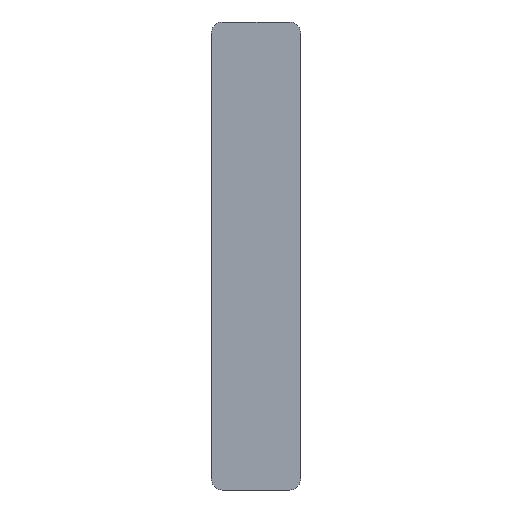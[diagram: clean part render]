
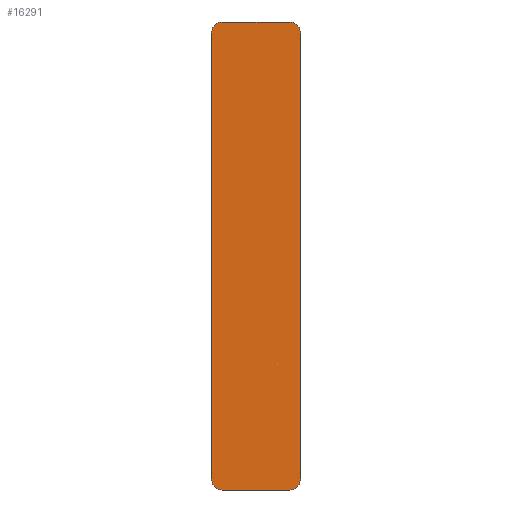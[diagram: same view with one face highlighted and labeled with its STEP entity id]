
A CAD part, front view. The second image highlights one B-rep face of the part: STEP entity #16291.
In plain terms, the highlighted planar face has unit normal (0, -1, 0).
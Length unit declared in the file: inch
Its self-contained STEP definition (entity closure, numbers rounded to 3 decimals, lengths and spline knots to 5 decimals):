
#217 = DIRECTION ( 'NONE',  ( 0., 0., 1. ) ) ;
#491 = VERTEX_POINT ( 'NONE', #3692 ) ;
#506 = CARTESIAN_POINT ( 'NONE',  ( -0.375, -0.0625, 2.625 ) ) ;
#1010 = DIRECTION ( 'NONE',  ( 0., 0., 1. ) ) ;
#1277 = DIRECTION ( 'NONE',  ( 0., 0., -1. ) ) ;
#1565 = ORIENTED_EDGE ( 'NONE', *, *, #13603, .F. ) ;
#1787 = CIRCLE ( 'NONE', #12207, 0.125 ) ;
#2066 = EDGE_CURVE ( 'NONE', #5987, #8756, #12970, .T. ) ;
#2430 = DIRECTION ( 'NONE',  ( 0., 0., 1. ) ) ;
#2694 = ORIENTED_EDGE ( 'NONE', *, *, #16393, .F. ) ;
#3117 = CARTESIAN_POINT ( 'NONE',  ( 0.5, -0.0625, -2.625 ) ) ;
#3310 = DIRECTION ( 'NONE',  ( 1., 0., 0. ) ) ;
#3554 = ORIENTED_EDGE ( 'NONE', *, *, #17693, .T. ) ;
#3692 = CARTESIAN_POINT ( 'NONE',  ( -0.375, -0.0625, -2.625 ) ) ;
#3882 = ORIENTED_EDGE ( 'NONE', *, *, #6767, .F. ) ;
#4015 = CIRCLE ( 'NONE', #7389, 0.125 ) ;
#4286 = CARTESIAN_POINT ( 'NONE',  ( 0.5, -0.0625, 2.5 ) ) ;
#4511 = DIRECTION ( 'NONE',  ( 1., 0., 0. ) ) ;
#4667 = CARTESIAN_POINT ( 'NONE',  ( 0.5, -0.0625, 2.625 ) ) ;
#4725 = CARTESIAN_POINT ( 'NONE',  ( 0.5, -0.0625, -2.5 ) ) ;
#5669 = CARTESIAN_POINT ( 'NONE',  ( 0.5, -0.0625, 2.625 ) ) ;
#5889 = DIRECTION ( 'NONE',  ( 0., 1., 0. ) ) ;
#5936 = VERTEX_POINT ( 'NONE', #8499 ) ;
#5987 = VERTEX_POINT ( 'NONE', #506 ) ;
#6009 = LINE ( 'NONE', #4667, #8330 ) ;
#6767 = EDGE_CURVE ( 'NONE', #8756, #8156, #4015, .T. ) ;
#6841 = FACE_OUTER_BOUND ( 'NONE', #15549, .T. ) ;
#7014 = CIRCLE ( 'NONE', #8246, 0.125 ) ;
#7389 = AXIS2_PLACEMENT_3D ( 'NONE', #16554, #14930, #9079 ) ;
#7442 = EDGE_CURVE ( 'NONE', #8156, #17192, #6009, .T. ) ;
#8005 = DIRECTION ( 'NONE',  ( 0., 1., 0. ) ) ;
#8107 = PLANE ( 'NONE',  #14046 ) ;
#8156 = VERTEX_POINT ( 'NONE', #4286 ) ;
#8246 = AXIS2_PLACEMENT_3D ( 'NONE', #11931, #5889, #217 ) ;
#8330 = VECTOR ( 'NONE', #10337, 39.37008 ) ;
#8499 = CARTESIAN_POINT ( 'NONE',  ( -0.5, -0.0625, 2.5 ) ) ;
#8640 = AXIS2_PLACEMENT_3D ( 'NONE', #16961, #11478, #1010 ) ;
#8683 = LINE ( 'NONE', #14162, #8841 ) ;
#8730 = VERTEX_POINT ( 'NONE', #17594 ) ;
#8756 = VERTEX_POINT ( 'NONE', #13363 ) ;
#8841 = VECTOR ( 'NONE', #1277, 39.37008 ) ;
#9079 = DIRECTION ( 'NONE',  ( 0., 0., 1. ) ) ;
#9446 = CARTESIAN_POINT ( 'NONE',  ( 0.5, -0.0625, 2.625 ) ) ;
#10337 = DIRECTION ( 'NONE',  ( 0., 0., -1. ) ) ;
#10423 = VECTOR ( 'NONE', #4511, 39.37008 ) ;
#10469 = VERTEX_POINT ( 'NONE', #11175 ) ;
#11175 = CARTESIAN_POINT ( 'NONE',  ( -0.5, -0.0625, -2.5 ) ) ;
#11478 = DIRECTION ( 'NONE',  ( 0., 1., 0. ) ) ;
#11931 = CARTESIAN_POINT ( 'NONE',  ( -0.375, -0.0625, -2.5 ) ) ;
#12207 = AXIS2_PLACEMENT_3D ( 'NONE', #16622, #13653, #14716 ) ;
#12878 = ORIENTED_EDGE ( 'NONE', *, *, #16237, .T. ) ;
#12970 = LINE ( 'NONE', #5669, #10423 ) ;
#13363 = CARTESIAN_POINT ( 'NONE',  ( 0.375, -0.0625, 2.625 ) ) ;
#13603 = EDGE_CURVE ( 'NONE', #5936, #5987, #15684, .T. ) ;
#13643 = ORIENTED_EDGE ( 'NONE', *, *, #7442, .F. ) ;
#13653 = DIRECTION ( 'NONE',  ( 0., 1., 0. ) ) ;
#13851 = ORIENTED_EDGE ( 'NONE', *, *, #18705, .F. ) ;
#14046 = AXIS2_PLACEMENT_3D ( 'NONE', #9446, #8005, #2430 ) ;
#14162 = CARTESIAN_POINT ( 'NONE',  ( -0.5, -0.0625, 2.625 ) ) ;
#14716 = DIRECTION ( 'NONE',  ( 0., 0., 1. ) ) ;
#14930 = DIRECTION ( 'NONE',  ( 0., 1., 0. ) ) ;
#15549 = EDGE_LOOP ( 'NONE', ( #3882, #17170, #1565, #3554, #13851, #12878, #2694, #13643 ) ) ;
#15684 = CIRCLE ( 'NONE', #8640, 0.125 ) ;
#16237 = EDGE_CURVE ( 'NONE', #491, #8730, #16266, .T. ) ;
#16266 = LINE ( 'NONE', #3117, #18342 ) ;
#16291 = ADVANCED_FACE ( 'NONE', ( #6841 ), #8107, .F. ) ;
#16393 = EDGE_CURVE ( 'NONE', #17192, #8730, #1787, .T. ) ;
#16554 = CARTESIAN_POINT ( 'NONE',  ( 0.375, -0.0625, 2.5 ) ) ;
#16622 = CARTESIAN_POINT ( 'NONE',  ( 0.375, -0.0625, -2.5 ) ) ;
#16961 = CARTESIAN_POINT ( 'NONE',  ( -0.375, -0.0625, 2.5 ) ) ;
#17170 = ORIENTED_EDGE ( 'NONE', *, *, #2066, .F. ) ;
#17192 = VERTEX_POINT ( 'NONE', #4725 ) ;
#17594 = CARTESIAN_POINT ( 'NONE',  ( 0.375, -0.0625, -2.625 ) ) ;
#17693 = EDGE_CURVE ( 'NONE', #5936, #10469, #8683, .T. ) ;
#18342 = VECTOR ( 'NONE', #3310, 39.37008 ) ;
#18705 = EDGE_CURVE ( 'NONE', #491, #10469, #7014, .T. ) ;
